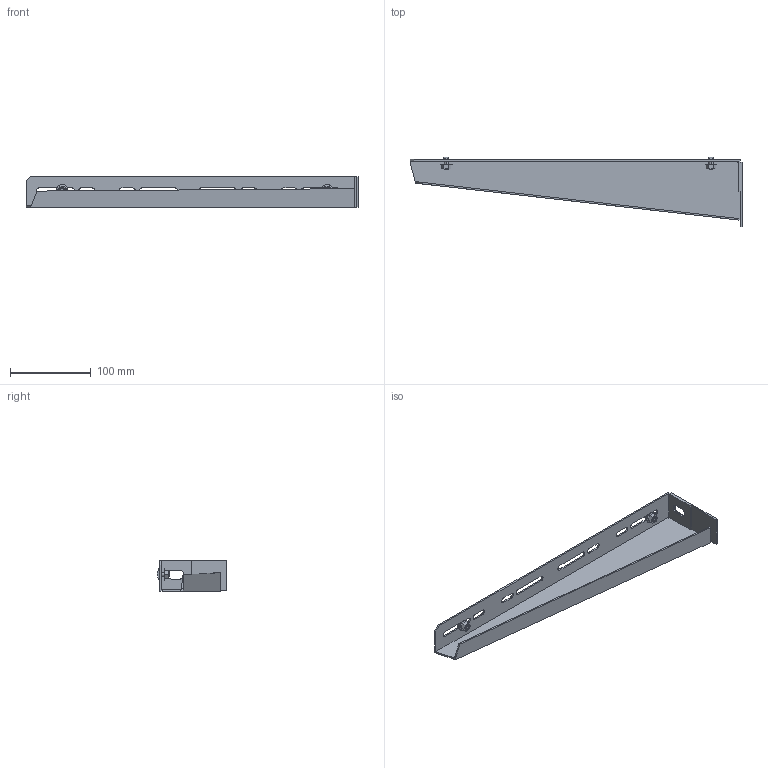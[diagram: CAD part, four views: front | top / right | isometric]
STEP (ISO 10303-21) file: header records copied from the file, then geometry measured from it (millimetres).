
FILE_DESCRIPTION((''),'2;1');
FILE_NAME('6424556_ASM','2012-08-17T',('AndreasKeweloh'),(''),'PRO/ENGINEER BY PARAMETRIC TECHNOLOGY CORPORATION, 2012130','PRO/ENGINEER BY PARAMETRIC TECHNOLOGY CORPORATION, 2012130','');
FILE_SCHEMA(('CONFIG_CONTROL_DESIGN'));
Length unit declared in the file: millimetre
Products named in the file (5): 6424556WANDAUSLEGER; 6424556-SCHNELLBEFEST; 6424556KOMBIMUTTER; 6424556BEFESTIGUNG_ASM; 6424556_ASM
Assembly tree (5 placements, depth 3):
  6424556_ASM
    6424556WANDAUSLEGER
    6424556BEFESTIGUNG_ASM  x2
      6424556-SCHNELLBEFEST
      6424556KOMBIMUTTER
Bounding box: 410 x 85.8 x 38.28 mm (x, y, z)
Volume: 88619.9 mm3; surface area: 94841.7 mm2
Topology: 5 solids, 5 shells, 209 faces, 566 edges, 370 vertices
Faces by surface type: plane 95, cylinder 78, cone 16, bspline 12, torus 8
Entity records: 5611 total; most frequent: CARTESIAN_POINT 1586, ORIENTED_EDGE 832, DIRECTION 807, EDGE_CURVE 416, AXIS2_PLACEMENT_3D 284, VERTEX_POINT 274, VECTOR 239, LINE 239
